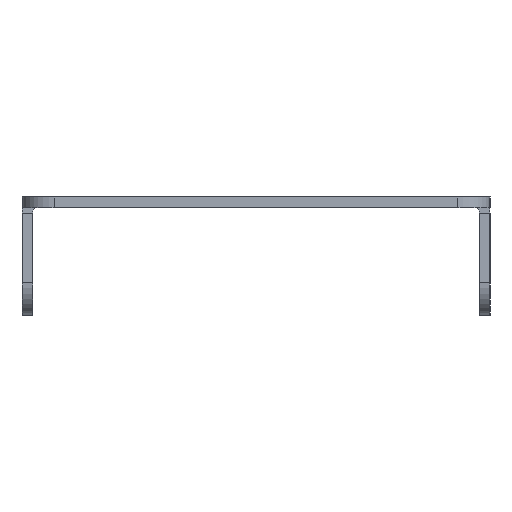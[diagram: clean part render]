
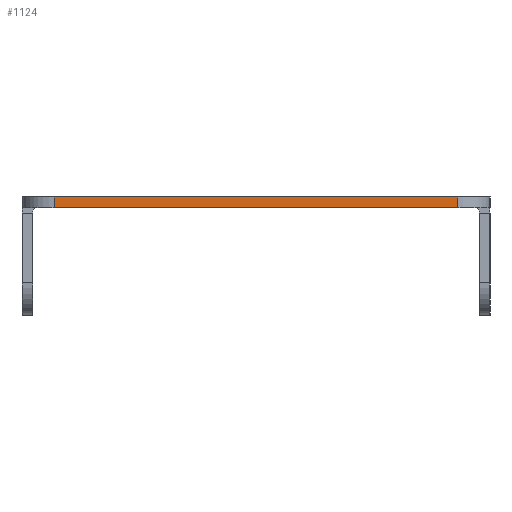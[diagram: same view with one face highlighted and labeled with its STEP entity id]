
A CAD part, left-side view. The second image highlights one B-rep face of the part: STEP entity #1124.
In plain terms, the highlighted planar face has unit normal (-1, 0, 0).
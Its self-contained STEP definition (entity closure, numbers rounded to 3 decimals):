
#8 = AXIS2_PLACEMENT_3D ( 'NONE', #1020, #1659, #879 ) ;
#52 = VERTEX_POINT ( 'NONE', #1454 ) ;
#53 = EDGE_LOOP ( 'NONE', ( #186, #1761, #1647, #966 ) ) ;
#123 = EDGE_CURVE ( 'NONE', #1836, #543, #566, .T. ) ;
#141 = DIRECTION ( 'NONE',  ( 0., 0., -1. ) ) ;
#142 = EDGE_CURVE ( 'NONE', #1836, #1682, #1343, .T. ) ;
#186 = ORIENTED_EDGE ( 'NONE', *, *, #142, .F. ) ;
#348 = VECTOR ( 'NONE', #1776, 1000. ) ;
#384 = VECTOR ( 'NONE', #141, 1000. ) ;
#406 = CARTESIAN_POINT ( 'NONE',  ( -241.25, 18.8, 0. ) ) ;
#543 = VERTEX_POINT ( 'NONE', #1342 ) ;
#566 = LINE ( 'NONE', #1164, #348 ) ;
#653 = EDGE_CURVE ( 'NONE', #52, #543, #1944, .T. ) ;
#754 = FACE_OUTER_BOUND ( 'NONE', #53, .T. ) ;
#762 = DIRECTION ( 'NONE',  ( 0., -1., 0. ) ) ;
#781 = LINE ( 'NONE', #1360, #1433 ) ;
#875 = CARTESIAN_POINT ( 'NONE',  ( -241.25, 18.8, 0.5 ) ) ;
#879 = DIRECTION ( 'NONE',  ( 0., 0., -1. ) ) ;
#906 = PLANE ( 'NONE',  #8 ) ;
#966 = ORIENTED_EDGE ( 'NONE', *, *, #1202, .F. ) ;
#1020 = CARTESIAN_POINT ( 'NONE',  ( -241.25, 0., 0.5 ) ) ;
#1124 = ADVANCED_FACE ( 'NONE', ( #754 ), #906, .F. ) ;
#1164 = CARTESIAN_POINT ( 'NONE',  ( -241.25, 0., 0. ) ) ;
#1195 = DIRECTION ( 'NONE',  ( 0., 0., 1. ) ) ;
#1197 = CARTESIAN_POINT ( 'NONE',  ( -241.25, -18.8, 15.34 ) ) ;
#1202 = EDGE_CURVE ( 'NONE', #1682, #52, #781, .T. ) ;
#1237 = VECTOR ( 'NONE', #1195, 1000. ) ;
#1342 = CARTESIAN_POINT ( 'NONE',  ( -241.25, -18.8, 0. ) ) ;
#1343 = LINE ( 'NONE', #875, #1237 ) ;
#1360 = CARTESIAN_POINT ( 'NONE',  ( -241.25, 0., 1. ) ) ;
#1414 = CARTESIAN_POINT ( 'NONE',  ( -241.25, 18.8, 1. ) ) ;
#1433 = VECTOR ( 'NONE', #762, 1000. ) ;
#1454 = CARTESIAN_POINT ( 'NONE',  ( -241.25, -18.8, 1. ) ) ;
#1647 = ORIENTED_EDGE ( 'NONE', *, *, #653, .F. ) ;
#1659 = DIRECTION ( 'NONE',  ( 1., 0., 0. ) ) ;
#1682 = VERTEX_POINT ( 'NONE', #1414 ) ;
#1761 = ORIENTED_EDGE ( 'NONE', *, *, #123, .T. ) ;
#1776 = DIRECTION ( 'NONE',  ( 0., -1., 0. ) ) ;
#1836 = VERTEX_POINT ( 'NONE', #406 ) ;
#1944 = LINE ( 'NONE', #1197, #384 ) ;
